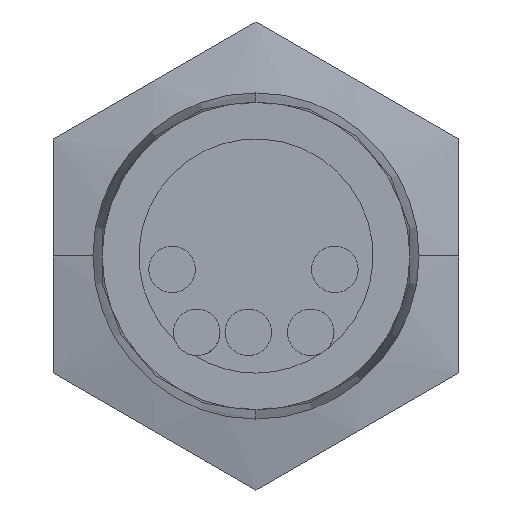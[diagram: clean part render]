
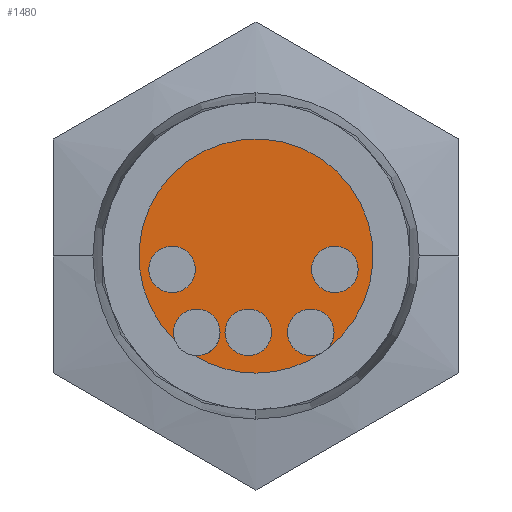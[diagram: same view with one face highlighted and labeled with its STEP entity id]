
A CAD part, left-side view. The second image highlights one B-rep face of the part: STEP entity #1480.
In plain terms, the highlighted planar face has unit normal (-1, 0, 0).
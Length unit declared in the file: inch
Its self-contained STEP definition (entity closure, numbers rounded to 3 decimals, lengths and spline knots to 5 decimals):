
#21 = FACE_BOUND ( 'NONE', #1153, .T. ) ;
#22 = VERTEX_POINT ( 'NONE', #453 ) ;
#43 = DIRECTION ( 'NONE',  ( 0., -1., 0. ) ) ;
#67 = ORIENTED_EDGE ( 'NONE', *, *, #173, .F. ) ;
#86 = CARTESIAN_POINT ( 'NONE',  ( -0.47244, 0.26991, -0.15253 ) ) ;
#90 = DIRECTION ( 'NONE',  ( -1., 0., 0. ) ) ;
#109 = AXIS2_PLACEMENT_3D ( 'NONE', #1531, #959, #1129 ) ;
#110 = DIRECTION ( 'NONE',  ( 0., 0., 1. ) ) ;
#131 = EDGE_CURVE ( 'NONE', #918, #1053, #1067, .T. ) ;
#156 = AXIS2_PLACEMENT_3D ( 'NONE', #428, #557, #1819 ) ;
#158 = CARTESIAN_POINT ( 'NONE',  ( -0.47244, -0.0691, -0.19854 ) ) ;
#160 = ORIENTED_EDGE ( 'NONE', *, *, #791, .T. ) ;
#171 = DIRECTION ( 'NONE',  ( -1., 0., 0. ) ) ;
#173 = EDGE_CURVE ( 'NONE', #1307, #939, #691, .T. ) ;
#179 = FACE_BOUND ( 'NONE', #1412, .T. ) ;
#181 = CARTESIAN_POINT ( 'NONE',  ( -0.47244, -0.02901, -0.15253 ) ) ;
#204 = DIRECTION ( 'NONE',  ( 1., 0., 0. ) ) ;
#212 = DIRECTION ( 'NONE',  ( 0., 0., -1. ) ) ;
#224 = EDGE_CURVE ( 'NONE', #22, #1367, #1658, .T. ) ;
#243 = AXIS2_PLACEMENT_3D ( 'NONE', #497, #528, #1195 ) ;
#270 = VERTEX_POINT ( 'NONE', #547 ) ;
#290 = EDGE_CURVE ( 'NONE', #1499, #1307, #920, .T. ) ;
#295 = CIRCLE ( 'NONE', #1608, 0.30709 ) ;
#311 = ORIENTED_EDGE ( 'NONE', *, *, #834, .F. ) ;
#323 = EDGE_LOOP ( 'NONE', ( #685, #1100 ) ) ;
#326 = CIRCLE ( 'NONE', #1834, 0.06102 ) ;
#353 = CARTESIAN_POINT ( 'NONE',  ( -0.47244, 0.11458, 0.04756 ) ) ;
#374 = DIRECTION ( 'NONE',  ( 1., 0., 0. ) ) ;
#388 = AXIS2_PLACEMENT_3D ( 'NONE', #917, #171, #1196 ) ;
#405 = DIRECTION ( 'NONE',  ( -1., 0., 0. ) ) ;
#416 = VERTEX_POINT ( 'NONE', #158 ) ;
#428 = CARTESIAN_POINT ( 'NONE',  ( -0.47244, 0.13487, -0.15253 ) ) ;
#453 = CARTESIAN_POINT ( 'NONE',  ( -0.47244, 0.07384, -0.15253 ) ) ;
#487 = DIRECTION ( 'NONE',  ( 0., 0., 1. ) ) ;
#497 = CARTESIAN_POINT ( 'NONE',  ( -0.47244, -0.02901, -0.15253 ) ) ;
#516 = VERTEX_POINT ( 'NONE', #1691 ) ;
#528 = DIRECTION ( 'NONE',  ( 1., 0., 0. ) ) ;
#534 = DIRECTION ( 'NONE',  ( 0., -1., 0. ) ) ;
#547 = CARTESIAN_POINT ( 'NONE',  ( -0.47244, -0.09003, -0.15253 ) ) ;
#548 = CIRCLE ( 'NONE', #388, 0.30709 ) ;
#557 = DIRECTION ( 'NONE',  ( 1., 0., 0. ) ) ;
#567 = CARTESIAN_POINT ( 'NONE',  ( -0.47244, 0.33473, 0.01254 ) ) ;
#623 = AXIS2_PLACEMENT_3D ( 'NONE', #1812, #90, #534 ) ;
#628 = VERTEX_POINT ( 'NONE', #1495 ) ;
#635 = AXIS2_PLACEMENT_3D ( 'NONE', #86, #405, #960 ) ;
#643 = DIRECTION ( 'NONE',  ( 1., 0., 0. ) ) ;
#647 = ORIENTED_EDGE ( 'NONE', *, *, #1003, .T. ) ;
#676 = EDGE_CURVE ( 'NONE', #1147, #270, #773, .T. ) ;
#685 = ORIENTED_EDGE ( 'NONE', *, *, #1612, .T. ) ;
#691 = CIRCLE ( 'NONE', #623, 0.06102 ) ;
#706 = CIRCLE ( 'NONE', #243, 0.06102 ) ;
#720 = ORIENTED_EDGE ( 'NONE', *, *, #1102, .T. ) ;
#739 = ORIENTED_EDGE ( 'NONE', *, *, #1757, .T. ) ;
#758 = DIRECTION ( 'NONE',  ( 1., 0., 0. ) ) ;
#769 = CARTESIAN_POINT ( 'NONE',  ( -0.47244, -0.09232, 0.01254 ) ) ;
#773 = CIRCLE ( 'NONE', #1044, 0.06102 ) ;
#779 = AXIS2_PLACEMENT_3D ( 'NONE', #1303, #1476, #1591 ) ;
#791 = EDGE_CURVE ( 'NONE', #628, #885, #326, .T. ) ;
#816 = EDGE_CURVE ( 'NONE', #516, #1803, #295, .T. ) ;
#828 = CARTESIAN_POINT ( 'NONE',  ( -0.47244, -0.09232, 0.01254 ) ) ;
#834 = EDGE_CURVE ( 'NONE', #516, #1499, #1346, .T. ) ;
#843 = CIRCLE ( 'NONE', #1551, 0.30709 ) ;
#846 = DIRECTION ( 'NONE',  ( 1., 0., 0. ) ) ;
#849 = CARTESIAN_POINT ( 'NONE',  ( -0.47244, -0.09232, -0.04848 ) ) ;
#850 = ORIENTED_EDGE ( 'NONE', *, *, #1534, .T. ) ;
#877 = CIRCLE ( 'NONE', #1465, 0.06102 ) ;
#885 = VERTEX_POINT ( 'NONE', #849 ) ;
#889 = FACE_OUTER_BOUND ( 'NONE', #1751, .T. ) ;
#901 = VERTEX_POINT ( 'NONE', #1145 ) ;
#906 = FACE_BOUND ( 'NONE', #323, .T. ) ;
#908 = DIRECTION ( 'NONE',  ( 1., 0., 0. ) ) ;
#917 = CARTESIAN_POINT ( 'NONE',  ( -0.47244, 0.11458, 0.04756 ) ) ;
#918 = VERTEX_POINT ( 'NONE', #1007 ) ;
#920 = CIRCLE ( 'NONE', #109, 0.06102 ) ;
#926 = DIRECTION ( 'NONE',  ( -1., 0., 0. ) ) ;
#939 = VERTEX_POINT ( 'NONE', #1568 ) ;
#953 = CARTESIAN_POINT ( 'NONE',  ( -0.47244, 0.11458, -0.25953 ) ) ;
#959 = DIRECTION ( 'NONE',  ( -1., 0., 0. ) ) ;
#960 = DIRECTION ( 'NONE',  ( 0., -1., 0. ) ) ;
#985 = DIRECTION ( 'NONE',  ( 0., 0., 1. ) ) ;
#997 = EDGE_CURVE ( 'NONE', #885, #628, #1338, .T. ) ;
#1003 = EDGE_CURVE ( 'NONE', #1803, #901, #548, .T. ) ;
#1007 = CARTESIAN_POINT ( 'NONE',  ( -0.47244, 0.33473, -0.04848 ) ) ;
#1018 = AXIS2_PLACEMENT_3D ( 'NONE', #181, #758, #43 ) ;
#1029 = CARTESIAN_POINT ( 'NONE',  ( -0.47244, 0.33473, 0.07356 ) ) ;
#1044 = AXIS2_PLACEMENT_3D ( 'NONE', #1418, #1271, #1142 ) ;
#1052 = PLANE ( 'NONE',  #779 ) ;
#1053 = VERTEX_POINT ( 'NONE', #1029 ) ;
#1067 = CIRCLE ( 'NONE', #1435, 0.06102 ) ;
#1074 = AXIS2_PLACEMENT_3D ( 'NONE', #769, #908, #487 ) ;
#1083 = CIRCLE ( 'NONE', #1784, 0.06102 ) ;
#1091 = DIRECTION ( 'NONE',  ( 0., 0., 1. ) ) ;
#1100 = ORIENTED_EDGE ( 'NONE', *, *, #131, .T. ) ;
#1102 = EDGE_CURVE ( 'NONE', #416, #939, #843, .T. ) ;
#1129 = DIRECTION ( 'NONE',  ( 0., -1., 0. ) ) ;
#1142 = DIRECTION ( 'NONE',  ( 0., -1., 0. ) ) ;
#1145 = CARTESIAN_POINT ( 'NONE',  ( -0.47244, -0.05976, -0.20524 ) ) ;
#1147 = VERTEX_POINT ( 'NONE', #1358 ) ;
#1148 = EDGE_CURVE ( 'NONE', #270, #416, #1193, .T. ) ;
#1153 = EDGE_LOOP ( 'NONE', ( #1671, #850 ) ) ;
#1175 = CARTESIAN_POINT ( 'NONE',  ( -0.47244, 0.20889, -0.15253 ) ) ;
#1178 = DIRECTION ( 'NONE',  ( 0., -1., 0. ) ) ;
#1193 = CIRCLE ( 'NONE', #1018, 0.06102 ) ;
#1195 = DIRECTION ( 'NONE',  ( 0., -1., 0. ) ) ;
#1196 = DIRECTION ( 'NONE',  ( 0., 0., -1. ) ) ;
#1211 = CARTESIAN_POINT ( 'NONE',  ( -0.47244, 0.13487, -0.15253 ) ) ;
#1222 = CARTESIAN_POINT ( 'NONE',  ( -0.47244, 0.33473, 0.01254 ) ) ;
#1271 = DIRECTION ( 'NONE',  ( 1., 0., 0. ) ) ;
#1303 = CARTESIAN_POINT ( 'NONE',  ( -0.47244, 0.65046, -0.40083 ) ) ;
#1307 = VERTEX_POINT ( 'NONE', #1816 ) ;
#1338 = CIRCLE ( 'NONE', #1074, 0.06102 ) ;
#1346 = CIRCLE ( 'NONE', #635, 0.06102 ) ;
#1358 = CARTESIAN_POINT ( 'NONE',  ( -0.47244, 0.03201, -0.15253 ) ) ;
#1367 = VERTEX_POINT ( 'NONE', #1842 ) ;
#1412 = EDGE_LOOP ( 'NONE', ( #160, #1481 ) ) ;
#1418 = CARTESIAN_POINT ( 'NONE',  ( -0.47244, -0.02901, -0.15253 ) ) ;
#1435 = AXIS2_PLACEMENT_3D ( 'NONE', #1222, #643, #1091 ) ;
#1465 = AXIS2_PLACEMENT_3D ( 'NONE', #567, #846, #985 ) ;
#1476 = DIRECTION ( 'NONE',  ( -1., 0., 0. ) ) ;
#1480 = ADVANCED_FACE ( 'NONE', ( #179, #906, #21, #889 ), #1052, .T. ) ;
#1481 = ORIENTED_EDGE ( 'NONE', *, *, #997, .T. ) ;
#1492 = ORIENTED_EDGE ( 'NONE', *, *, #1148, .T. ) ;
#1495 = CARTESIAN_POINT ( 'NONE',  ( -0.47244, -0.09232, 0.07356 ) ) ;
#1498 = DIRECTION ( 'NONE',  ( -1., 0., 0. ) ) ;
#1499 = VERTEX_POINT ( 'NONE', #1175 ) ;
#1506 = ORIENTED_EDGE ( 'NONE', *, *, #816, .T. ) ;
#1531 = CARTESIAN_POINT ( 'NONE',  ( -0.47244, 0.26991, -0.15253 ) ) ;
#1534 = EDGE_CURVE ( 'NONE', #1367, #22, #1083, .T. ) ;
#1551 = AXIS2_PLACEMENT_3D ( 'NONE', #353, #926, #1601 ) ;
#1568 = CARTESIAN_POINT ( 'NONE',  ( -0.47244, 0.32693, -0.17428 ) ) ;
#1591 = DIRECTION ( 'NONE',  ( 0., 0., 1. ) ) ;
#1601 = DIRECTION ( 'NONE',  ( 0., 0., -1. ) ) ;
#1608 = AXIS2_PLACEMENT_3D ( 'NONE', #1680, #1498, #212 ) ;
#1612 = EDGE_CURVE ( 'NONE', #1053, #918, #877, .T. ) ;
#1658 = CIRCLE ( 'NONE', #156, 0.06102 ) ;
#1671 = ORIENTED_EDGE ( 'NONE', *, *, #224, .T. ) ;
#1680 = CARTESIAN_POINT ( 'NONE',  ( -0.47244, 0.11458, 0.04756 ) ) ;
#1691 = CARTESIAN_POINT ( 'NONE',  ( -0.47244, 0.27685, -0.21316 ) ) ;
#1751 = EDGE_LOOP ( 'NONE', ( #739, #1828, #1492, #720, #67, #1776, #311, #1506, #647 ) ) ;
#1757 = EDGE_CURVE ( 'NONE', #901, #1147, #706, .T. ) ;
#1776 = ORIENTED_EDGE ( 'NONE', *, *, #290, .F. ) ;
#1784 = AXIS2_PLACEMENT_3D ( 'NONE', #1211, #204, #1178 ) ;
#1803 = VERTEX_POINT ( 'NONE', #953 ) ;
#1812 = CARTESIAN_POINT ( 'NONE',  ( -0.47244, 0.26991, -0.15253 ) ) ;
#1816 = CARTESIAN_POINT ( 'NONE',  ( -0.47244, 0.33094, -0.15253 ) ) ;
#1819 = DIRECTION ( 'NONE',  ( 0., -1., 0. ) ) ;
#1828 = ORIENTED_EDGE ( 'NONE', *, *, #676, .T. ) ;
#1834 = AXIS2_PLACEMENT_3D ( 'NONE', #828, #374, #110 ) ;
#1842 = CARTESIAN_POINT ( 'NONE',  ( -0.47244, 0.19589, -0.15253 ) ) ;
